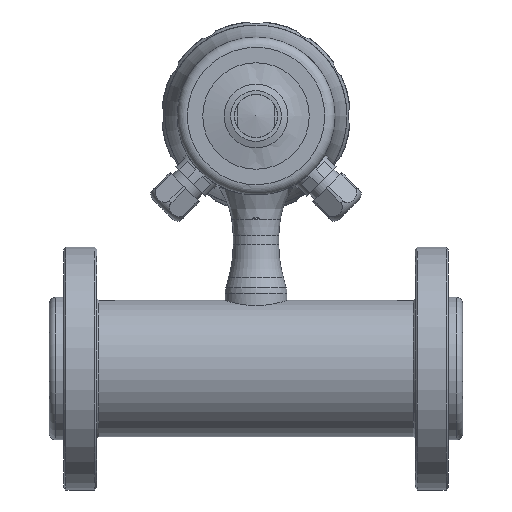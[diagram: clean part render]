
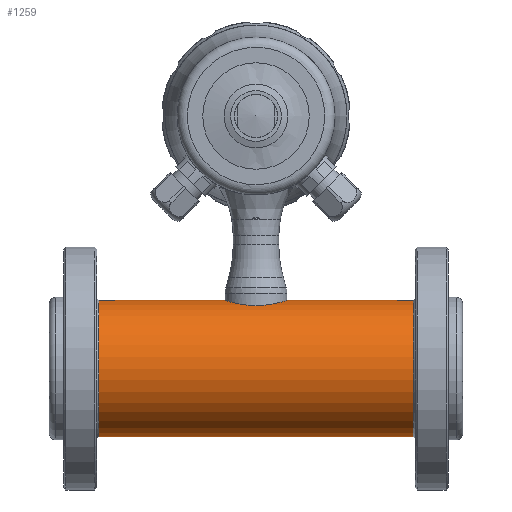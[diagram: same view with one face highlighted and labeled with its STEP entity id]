
A CAD part, left-side view. The second image highlights one B-rep face of the part: STEP entity #1259.
In plain terms, the highlighted cylindrical face has radius 33 mm (diameter 66 mm), a full revolution.
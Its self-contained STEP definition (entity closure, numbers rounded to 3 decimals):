
#1259 = ADVANCED_FACE( '', ( #2741, #2742, #2743 ), #2744, .T. );
#2741 = FACE_BOUND( '', #4889, .T. );
#2742 = FACE_OUTER_BOUND( '', #4890, .T. );
#2743 = FACE_OUTER_BOUND( '', #4891, .T. );
#2744 = CYLINDRICAL_SURFACE( '', #4892, 33. );
#4889 = EDGE_LOOP( '', ( #8869, #8870, #8871, #8872, #8873, #8874 ) );
#4890 = EDGE_LOOP( '', ( #8875 ) );
#4891 = EDGE_LOOP( '', ( #8876 ) );
#4892 = AXIS2_PLACEMENT_3D( '', #8877, #8878, #8879 );
#8869 = ORIENTED_EDGE( '', *, *, #11771, .F. );
#8870 = ORIENTED_EDGE( '', *, *, #10537, .F. );
#8871 = ORIENTED_EDGE( '', *, *, #11651, .F. );
#8872 = ORIENTED_EDGE( '', *, *, #11068, .F. );
#8873 = ORIENTED_EDGE( '', *, *, #10627, .F. );
#8874 = ORIENTED_EDGE( '', *, *, #11654, .F. );
#8875 = ORIENTED_EDGE( '', *, *, #11772, .T. );
#8876 = ORIENTED_EDGE( '', *, *, #11773, .T. );
#8877 = CARTESIAN_POINT( '', ( 0., -15., 0. ) );
#8878 = DIRECTION( '', ( 0., 1., 0. ) );
#8879 = DIRECTION( '', ( 0., 0., 1. ) );
#10537 = EDGE_CURVE( '', #12476, #12478, #12479, .T. );
#10627 = EDGE_CURVE( '', #12628, #12630, #12631, .T. );
#11068 = EDGE_CURVE( '', #12630, #13378, #13379, .F. );
#11651 = EDGE_CURVE( '', #13378, #12476, #14191, .T. );
#11654 = EDGE_CURVE( '', #14194, #12628, #14196, .T. );
#11771 = EDGE_CURVE( '', #12478, #14194, #14342, .F. );
#11772 = EDGE_CURVE( '', #14343, #14343, #14344, .T. );
#11773 = EDGE_CURVE( '', #14345, #14345, #14346, .T. );
#12476 = VERTEX_POINT( '', #15556 );
#12478 = VERTEX_POINT( '', #15569 );
#12479 = LINE( '', #15570, #15571 );
#12628 = VERTEX_POINT( '', #15910 );
#12630 = VERTEX_POINT( '', #15921 );
#12631 = LINE( '', #15922, #15923 );
#13378 = VERTEX_POINT( '', #18387 );
#13379 = LINE( '', #18388, #18389 );
#14191 = B_SPLINE_CURVE_WITH_KNOTS( '', 3, ( #20305, #20306, #20307, #20308, #20309, #20310, #20311, #20312, #20313, #20314 ), .UNSPECIFIED., .F., .F., ( 4, 1, 1, 1, 1, 1, 1, 4 ), ( 0., 0.125, 0.25, 0.374, 0.499, 0.5, 0.75, 1. ), .UNSPECIFIED. );
#14194 = VERTEX_POINT( '', #20338 );
#14196 = B_SPLINE_CURVE_WITH_KNOTS( '', 3, ( #20349, #20350, #20351, #20352, #20353, #20354, #20355, #20356, #20357, #20358, #20359 ), .UNSPECIFIED., .F., .F., ( 4, 1, 1, 1, 1, 1, 1, 1, 4 ), ( 0., 0.125, 0.25, 0.375, 0.5, 0.625, 0.75, 0.875, 1. ), .UNSPECIFIED. );
#14342 = LINE( '', #20711, #20712 );
#14343 = VERTEX_POINT( '', #20713 );
#14344 = CIRCLE( '', #20714, 33. );
#14345 = VERTEX_POINT( '', #20715 );
#14346 = CIRCLE( '', #20716, 33. );
#15556 = CARTESIAN_POINT( '', ( 1.393, -14.935, 32.971 ) );
#15569 = CARTESIAN_POINT( '', ( 1.393, 9.397, 32.971 ) );
#15570 = CARTESIAN_POINT( '', ( 1.393, -15., 32.971 ) );
#15571 = VECTOR( '', #21809, 1000. );
#15910 = CARTESIAN_POINT( '', ( -1.393, 14.935, 32.971 ) );
#15921 = CARTESIAN_POINT( '', ( -1.393, 9.397, 32.971 ) );
#15922 = CARTESIAN_POINT( '', ( -1.393, 0.036, 32.971 ) );
#15923 = VECTOR( '', #21891, 1000. );
#18387 = CARTESIAN_POINT( '', ( -1.393, -14.935, 32.971 ) );
#18388 = CARTESIAN_POINT( '', ( -1.393, -15., 32.971 ) );
#18389 = VECTOR( '', #22404, 1000. );
#20305 = CARTESIAN_POINT( '', ( -1.393, -14.935, 32.971 ) );
#20306 = CARTESIAN_POINT( '', ( -1.277, -14.945, 32.975 ) );
#20307 = CARTESIAN_POINT( '', ( -1.046, -14.965, 32.984 ) );
#20308 = CARTESIAN_POINT( '', ( -0.698, -14.985, 32.993 ) );
#20309 = CARTESIAN_POINT( '', ( -0.351, -14.997, 32.999 ) );
#20310 = CARTESIAN_POINT( '', ( -0.118, -15., 33. ) );
#20311 = CARTESIAN_POINT( '', ( 0.231, -15., 33. ) );
#20312 = CARTESIAN_POINT( '', ( 0.698, -14.991, 32.996 ) );
#20313 = CARTESIAN_POINT( '', ( 1.161, -14.954, 32.979 ) );
#20314 = CARTESIAN_POINT( '', ( 1.393, -14.935, 32.971 ) );
#20338 = CARTESIAN_POINT( '', ( 1.393, 14.935, 32.971 ) );
#20349 = CARTESIAN_POINT( '', ( 1.393, 14.935, 32.971 ) );
#20350 = CARTESIAN_POINT( '', ( 1.278, 14.945, 32.975 ) );
#20351 = CARTESIAN_POINT( '', ( 1.046, 14.965, 32.984 ) );
#20352 = CARTESIAN_POINT( '', ( 0.698, 14.985, 32.993 ) );
#20353 = CARTESIAN_POINT( '', ( 0.349, 14.997, 32.999 ) );
#20354 = CARTESIAN_POINT( '', ( 0., 15.001, 33.001 ) );
#20355 = CARTESIAN_POINT( '', ( -0.349, 14.997, 32.999 ) );
#20356 = CARTESIAN_POINT( '', ( -0.698, 14.985, 32.993 ) );
#20357 = CARTESIAN_POINT( '', ( -1.046, 14.965, 32.984 ) );
#20358 = CARTESIAN_POINT( '', ( -1.278, 14.945, 32.975 ) );
#20359 = CARTESIAN_POINT( '', ( -1.393, 14.935, 32.971 ) );
#20711 = CARTESIAN_POINT( '', ( 1.393, 0.036, 32.971 ) );
#20712 = VECTOR( '', #23105, 1000. );
#20713 = CARTESIAN_POINT( '', ( 0., -76.1, -33. ) );
#20714 = AXIS2_PLACEMENT_3D( '', #23106, #23107, #23108 );
#20715 = CARTESIAN_POINT( '', ( 0., 76.1, 33. ) );
#20716 = AXIS2_PLACEMENT_3D( '', #23109, #23110, #23111 );
#21809 = DIRECTION( '', ( 0., 1., 0. ) );
#21891 = DIRECTION( '', ( 0., -1., 0. ) );
#22404 = DIRECTION( '', ( 0., 1., 0. ) );
#23105 = DIRECTION( '', ( 0., -1., 0. ) );
#23106 = CARTESIAN_POINT( '', ( 0., -76.1, 0. ) );
#23107 = DIRECTION( '', ( 0., 1., 0. ) );
#23108 = DIRECTION( '', ( 0., 0., -1. ) );
#23109 = CARTESIAN_POINT( '', ( 0., 76.1, 0. ) );
#23110 = DIRECTION( '', ( 0., -1., 0. ) );
#23111 = DIRECTION( '', ( 0., 0., 1. ) );
